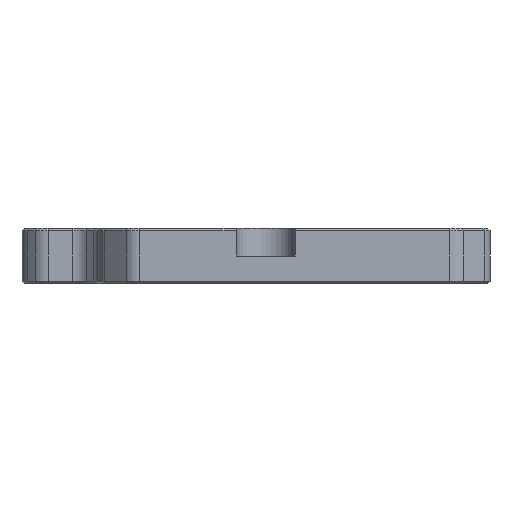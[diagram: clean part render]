
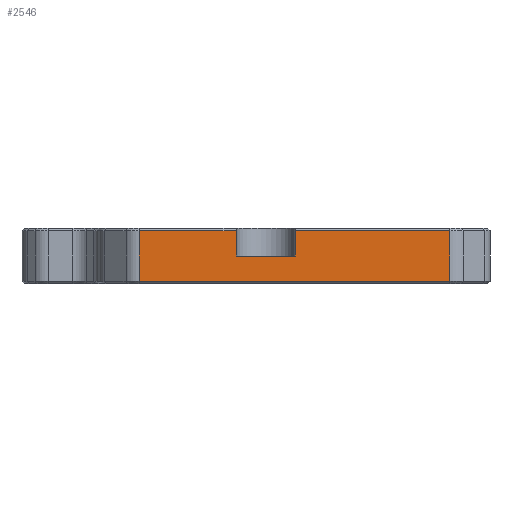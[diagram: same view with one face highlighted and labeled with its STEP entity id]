
A CAD part, front view. The second image highlights one B-rep face of the part: STEP entity #2546.
In plain terms, the highlighted planar face has unit normal (0, -1, 0).
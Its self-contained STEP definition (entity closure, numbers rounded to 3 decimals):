
#97 = ORIENTED_EDGE ( 'NONE', *, *, #3723, .F. ) ;
#142 = CARTESIAN_POINT ( 'NONE',  ( 16.804, -5., 6. ) ) ;
#215 = CARTESIAN_POINT ( 'NONE',  ( -16.804, -5., 5.75 ) ) ;
#263 = VECTOR ( 'NONE', #4761, 1000. ) ;
#353 = VERTEX_POINT ( 'NONE', #1869 ) ;
#623 = FACE_OUTER_BOUND ( 'NONE', #4432, .T. ) ;
#864 = LINE ( 'NONE', #4975, #3024 ) ;
#870 = DIRECTION ( 'NONE',  ( 0., 0., 1. ) ) ;
#928 = EDGE_CURVE ( 'NONE', #5934, #6240, #3904, .T. ) ;
#1011 = CARTESIAN_POINT ( 'NONE',  ( 0.079, -5., 3. ) ) ;
#1132 = DIRECTION ( 'NONE',  ( 0., 1., 0. ) ) ;
#1140 = EDGE_CURVE ( 'NONE', #1402, #5157, #4551, .T. ) ;
#1402 = VERTEX_POINT ( 'NONE', #4462 ) ;
#1404 = DIRECTION ( 'NONE',  ( 1., 0., 0. ) ) ;
#1553 = CARTESIAN_POINT ( 'NONE',  ( 16.804, -5., 5.75 ) ) ;
#1663 = ORIENTED_EDGE ( 'NONE', *, *, #5038, .T. ) ;
#1687 = DIRECTION ( 'NONE',  ( -1., 0., 0. ) ) ;
#1787 = LINE ( 'NONE', #2895, #4526 ) ;
#1869 = CARTESIAN_POINT ( 'NONE',  ( -6.318, -5., 5.75 ) ) ;
#1899 = VECTOR ( 'NONE', #6501, 1000. ) ;
#1940 = VECTOR ( 'NONE', #6685, 1000. ) ;
#1970 = EDGE_CURVE ( 'NONE', #2196, #1402, #3614, .T. ) ;
#2106 = CARTESIAN_POINT ( 'NONE',  ( 16.804, -5., 0.25 ) ) ;
#2108 = PLANE ( 'NONE',  #4821 ) ;
#2196 = VERTEX_POINT ( 'NONE', #215 ) ;
#2289 = VERTEX_POINT ( 'NONE', #1553 ) ;
#2350 = ORIENTED_EDGE ( 'NONE', *, *, #4556, .T. ) ;
#2410 = CARTESIAN_POINT ( 'NONE',  ( 0.079, -5., 3. ) ) ;
#2546 = ADVANCED_FACE ( 'NONE', ( #623 ), #2108, .F. ) ;
#2683 = LINE ( 'NONE', #142, #3120 ) ;
#2850 = CARTESIAN_POINT ( 'NONE',  ( 0.079, -5., 5.75 ) ) ;
#2895 = CARTESIAN_POINT ( 'NONE',  ( -6.318, -5., 3. ) ) ;
#3024 = VECTOR ( 'NONE', #3577, 1000. ) ;
#3046 = CARTESIAN_POINT ( 'NONE',  ( -6.318, -5., 3. ) ) ;
#3072 = LINE ( 'NONE', #1011, #1940 ) ;
#3120 = VECTOR ( 'NONE', #3230, 1000. ) ;
#3230 = DIRECTION ( 'NONE',  ( 0., 0., -1. ) ) ;
#3285 = VECTOR ( 'NONE', #1404, 1000. ) ;
#3516 = VERTEX_POINT ( 'NONE', #2850 ) ;
#3577 = DIRECTION ( 'NONE',  ( -1., 0., 0. ) ) ;
#3614 = LINE ( 'NONE', #5664, #263 ) ;
#3723 = EDGE_CURVE ( 'NONE', #2289, #5157, #2683, .T. ) ;
#3835 = CARTESIAN_POINT ( 'NONE',  ( -16.804, -5., 5.75 ) ) ;
#3904 = LINE ( 'NONE', #4343, #1899 ) ;
#4297 = ORIENTED_EDGE ( 'NONE', *, *, #1970, .T. ) ;
#4343 = CARTESIAN_POINT ( 'NONE',  ( -6.318, -5., 3. ) ) ;
#4432 = EDGE_LOOP ( 'NONE', ( #4297, #5014, #97, #1663, #5946, #6207, #2350, #5268 ) ) ;
#4462 = CARTESIAN_POINT ( 'NONE',  ( -16.804, -5., 0.25 ) ) ;
#4526 = VECTOR ( 'NONE', #870, 1000. ) ;
#4551 = LINE ( 'NONE', #6673, #3285 ) ;
#4556 = EDGE_CURVE ( 'NONE', #5934, #353, #1787, .T. ) ;
#4647 = EDGE_CURVE ( 'NONE', #6240, #3516, #3072, .T. ) ;
#4761 = DIRECTION ( 'NONE',  ( 0., 0., -1. ) ) ;
#4821 = AXIS2_PLACEMENT_3D ( 'NONE', #5752, #1132, #6236 ) ;
#4823 = EDGE_CURVE ( 'NONE', #353, #2196, #6404, .T. ) ;
#4975 = CARTESIAN_POINT ( 'NONE',  ( 0.079, -5., 5.75 ) ) ;
#5014 = ORIENTED_EDGE ( 'NONE', *, *, #1140, .T. ) ;
#5038 = EDGE_CURVE ( 'NONE', #2289, #3516, #864, .T. ) ;
#5157 = VERTEX_POINT ( 'NONE', #2106 ) ;
#5173 = VECTOR ( 'NONE', #1687, 1000. ) ;
#5268 = ORIENTED_EDGE ( 'NONE', *, *, #4823, .T. ) ;
#5664 = CARTESIAN_POINT ( 'NONE',  ( -16.804, -5., 6. ) ) ;
#5752 = CARTESIAN_POINT ( 'NONE',  ( -16.804, -5., 6. ) ) ;
#5934 = VERTEX_POINT ( 'NONE', #3046 ) ;
#5946 = ORIENTED_EDGE ( 'NONE', *, *, #4647, .F. ) ;
#6207 = ORIENTED_EDGE ( 'NONE', *, *, #928, .F. ) ;
#6236 = DIRECTION ( 'NONE',  ( -1., 0., 0. ) ) ;
#6240 = VERTEX_POINT ( 'NONE', #2410 ) ;
#6404 = LINE ( 'NONE', #3835, #5173 ) ;
#6501 = DIRECTION ( 'NONE',  ( 1., 0., 0. ) ) ;
#6673 = CARTESIAN_POINT ( 'NONE',  ( -16.804, -5., 0.25 ) ) ;
#6685 = DIRECTION ( 'NONE',  ( 0., 0., 1. ) ) ;
